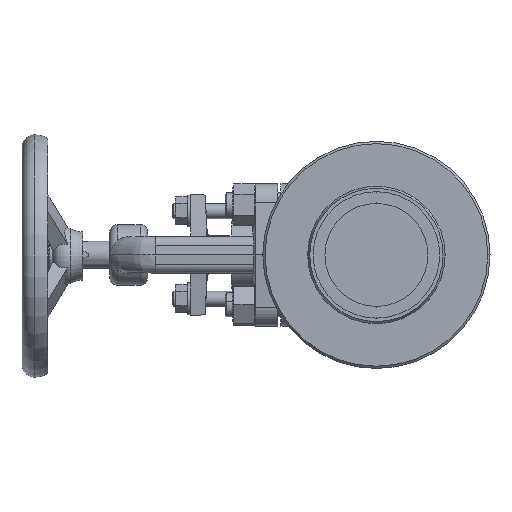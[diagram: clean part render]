
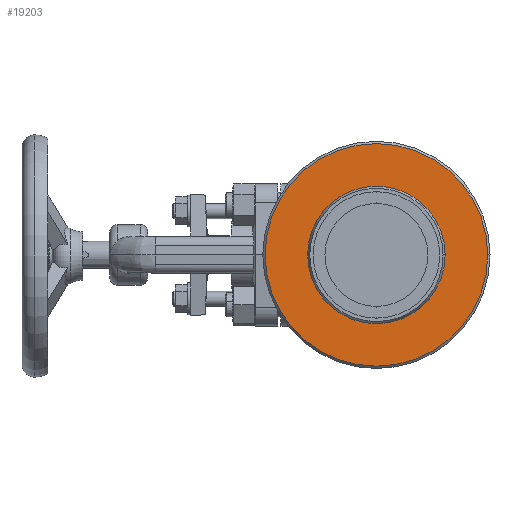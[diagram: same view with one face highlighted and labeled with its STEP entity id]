
A CAD part, left-side view. The second image highlights one B-rep face of the part: STEP entity #19203.
In plain terms, the highlighted planar face has unit normal (-1, 0, 0).
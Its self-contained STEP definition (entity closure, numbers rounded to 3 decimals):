
#13 = VERTEX_POINT ( 'NONE', #5542 ) ;
#62 = CARTESIAN_POINT ( 'NONE',  ( -97., 0., 0. ) ) ;
#1575 = EDGE_CURVE ( 'NONE', #5682, #13, #2770, .T. ) ;
#2189 = ORIENTED_EDGE ( 'NONE', *, *, #16882, .F. ) ;
#2655 = AXIS2_PLACEMENT_3D ( 'NONE', #16013, #10006, #8749 ) ;
#2770 = CIRCLE ( 'NONE', #5049, 73.5 ) ;
#3004 = DIRECTION ( 'NONE',  ( 0., -1., 0. ) ) ;
#3015 = FACE_BOUND ( 'NONE', #17768, .T. ) ;
#3362 = VERTEX_POINT ( 'NONE', #21528 ) ;
#4284 = CARTESIAN_POINT ( 'NONE',  ( -97., -45.399, 0. ) ) ;
#4628 = DIRECTION ( 'NONE',  ( 0., -1., 0. ) ) ;
#5049 = AXIS2_PLACEMENT_3D ( 'NONE', #15340, #14749, #4628 ) ;
#5542 = CARTESIAN_POINT ( 'NONE',  ( -97., -73.5, 0. ) ) ;
#5602 = CARTESIAN_POINT ( 'NONE',  ( -97., 73.5, 0. ) ) ;
#5682 = VERTEX_POINT ( 'NONE', #5602 ) ;
#5693 = DIRECTION ( 'NONE',  ( -1., 0., 0. ) ) ;
#8617 = ORIENTED_EDGE ( 'NONE', *, *, #1575, .T. ) ;
#8749 = DIRECTION ( 'NONE',  ( 0., -1., 0. ) ) ;
#9358 = CARTESIAN_POINT ( 'NONE',  ( -97., 45.399, 0. ) ) ;
#10006 = DIRECTION ( 'NONE',  ( -1., 0., 0. ) ) ;
#10677 = EDGE_CURVE ( 'NONE', #19962, #3362, #14204, .T. ) ;
#11517 = CARTESIAN_POINT ( 'NONE',  ( -97., 0., 0. ) ) ;
#11603 = CIRCLE ( 'NONE', #2655, 45.399 ) ;
#12722 = EDGE_LOOP ( 'NONE', ( #8617, #13687 ) ) ;
#13687 = ORIENTED_EDGE ( 'NONE', *, *, #18189, .T. ) ;
#14204 = CIRCLE ( 'NONE', #18962, 45.399 ) ;
#14260 = DIRECTION ( 'NONE',  ( 0., -1., 0. ) ) ;
#14654 = DIRECTION ( 'NONE',  ( -1., 0., 0. ) ) ;
#14749 = DIRECTION ( 'NONE',  ( -1., 0., 0. ) ) ;
#15340 = CARTESIAN_POINT ( 'NONE',  ( -97., 0., 0. ) ) ;
#16013 = CARTESIAN_POINT ( 'NONE',  ( -97., 0., 0. ) ) ;
#16882 = EDGE_CURVE ( 'NONE', #3362, #19962, #11603, .T. ) ;
#17308 = AXIS2_PLACEMENT_3D ( 'NONE', #9358, #14654, #14260 ) ;
#17768 = EDGE_LOOP ( 'NONE', ( #2189, #20004 ) ) ;
#18093 = DIRECTION ( 'NONE',  ( 0., -1., 0. ) ) ;
#18189 = EDGE_CURVE ( 'NONE', #13, #5682, #20149, .T. ) ;
#18868 = DIRECTION ( 'NONE',  ( -1., 0., 0. ) ) ;
#18962 = AXIS2_PLACEMENT_3D ( 'NONE', #11517, #18868, #3004 ) ;
#19193 = AXIS2_PLACEMENT_3D ( 'NONE', #62, #5693, #18093 ) ;
#19203 = ADVANCED_FACE ( 'NONE', ( #21746, #3015 ), #21312, .T. ) ;
#19962 = VERTEX_POINT ( 'NONE', #4284 ) ;
#20004 = ORIENTED_EDGE ( 'NONE', *, *, #10677, .F. ) ;
#20149 = CIRCLE ( 'NONE', #19193, 73.5 ) ;
#21312 = PLANE ( 'NONE',  #17308 ) ;
#21528 = CARTESIAN_POINT ( 'NONE',  ( -97., 45.399, 0. ) ) ;
#21746 = FACE_OUTER_BOUND ( 'NONE', #12722, .T. ) ;
